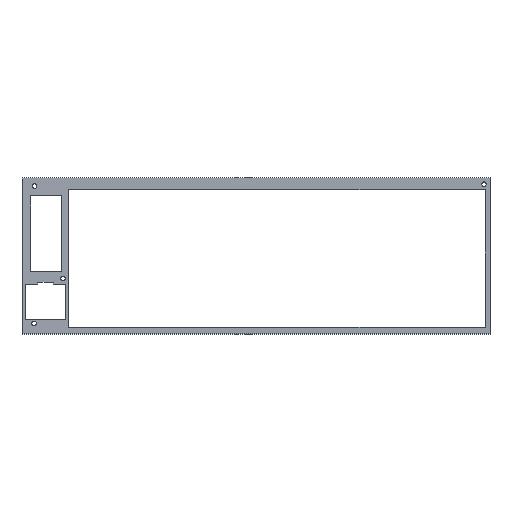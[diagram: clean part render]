
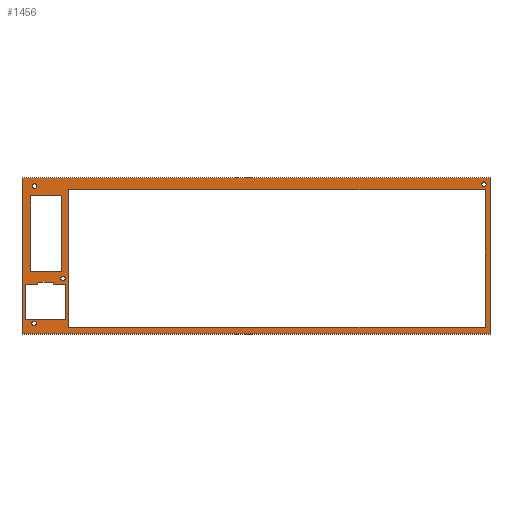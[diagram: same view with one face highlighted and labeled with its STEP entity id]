
A CAD part, top view. The second image highlights one B-rep face of the part: STEP entity #1456.
In plain terms, the highlighted planar face has unit normal (0, 0, 1).
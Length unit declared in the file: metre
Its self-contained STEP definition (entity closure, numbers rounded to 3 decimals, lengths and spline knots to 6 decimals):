
#20=CIRCLE('',#1542,0.001524);
#21=CIRCLE('',#1544,0.001524);
#22=CIRCLE('',#1546,0.001524);
#23=CIRCLE('',#1548,0.001524);
#181=ORIENTED_EDGE('',*,*,#529,.F.);
#182=ORIENTED_EDGE('',*,*,#532,.T.);
#183=ORIENTED_EDGE('',*,*,#534,.T.);
#184=ORIENTED_EDGE('',*,*,#541,.F.);
#185=ORIENTED_EDGE('',*,*,#522,.F.);
#186=ORIENTED_EDGE('',*,*,#525,.F.);
#187=ORIENTED_EDGE('',*,*,#527,.F.);
#188=ORIENTED_EDGE('',*,*,#540,.T.);
#189=ORIENTED_EDGE('',*,*,#515,.F.);
#190=ORIENTED_EDGE('',*,*,#518,.F.);
#191=ORIENTED_EDGE('',*,*,#520,.T.);
#192=ORIENTED_EDGE('',*,*,#539,.T.);
#193=ORIENTED_EDGE('',*,*,#538,.F.);
#194=ORIENTED_EDGE('',*,*,#537,.F.);
#195=ORIENTED_EDGE('',*,*,#536,.F.);
#196=ORIENTED_EDGE('',*,*,#535,.F.);
#197=ORIENTED_EDGE('',*,*,#500,.F.);
#198=ORIENTED_EDGE('',*,*,#503,.T.);
#199=ORIENTED_EDGE('',*,*,#505,.F.);
#200=ORIENTED_EDGE('',*,*,#507,.F.);
#201=ORIENTED_EDGE('',*,*,#509,.T.);
#202=ORIENTED_EDGE('',*,*,#511,.F.);
#203=ORIENTED_EDGE('',*,*,#513,.T.);
#204=ORIENTED_EDGE('',*,*,#542,.T.);
#500=EDGE_CURVE('',#702,#703,#837,.T.);
#503=EDGE_CURVE('',#702,#704,#840,.T.);
#505=EDGE_CURVE('',#705,#704,#842,.T.);
#507=EDGE_CURVE('',#706,#705,#844,.T.);
#509=EDGE_CURVE('',#706,#707,#846,.T.);
#511=EDGE_CURVE('',#708,#707,#848,.T.);
#513=EDGE_CURVE('',#708,#709,#850,.T.);
#515=EDGE_CURVE('',#710,#711,#852,.T.);
#518=EDGE_CURVE('',#712,#710,#855,.T.);
#520=EDGE_CURVE('',#712,#713,#857,.T.);
#522=EDGE_CURVE('',#714,#715,#859,.T.);
#525=EDGE_CURVE('',#716,#714,#862,.T.);
#527=EDGE_CURVE('',#717,#716,#864,.T.);
#529=EDGE_CURVE('',#718,#719,#866,.T.);
#532=EDGE_CURVE('',#718,#720,#869,.T.);
#534=EDGE_CURVE('',#720,#721,#871,.T.);
#535=EDGE_CURVE('',#722,#722,#20,.T.);
#536=EDGE_CURVE('',#723,#723,#21,.T.);
#537=EDGE_CURVE('',#724,#724,#22,.T.);
#538=EDGE_CURVE('',#725,#725,#23,.T.);
#539=EDGE_CURVE('',#713,#711,#872,.T.);
#540=EDGE_CURVE('',#717,#715,#873,.T.);
#541=EDGE_CURVE('',#719,#721,#874,.T.);
#542=EDGE_CURVE('',#709,#703,#875,.T.);
#702=VERTEX_POINT('',#2111);
#703=VERTEX_POINT('',#2113);
#704=VERTEX_POINT('',#2117);
#705=VERTEX_POINT('',#2121);
#706=VERTEX_POINT('',#2125);
#707=VERTEX_POINT('',#2129);
#708=VERTEX_POINT('',#2133);
#709=VERTEX_POINT('',#2137);
#710=VERTEX_POINT('',#2141);
#711=VERTEX_POINT('',#2143);
#712=VERTEX_POINT('',#2147);
#713=VERTEX_POINT('',#2151);
#714=VERTEX_POINT('',#2155);
#715=VERTEX_POINT('',#2157);
#716=VERTEX_POINT('',#2161);
#717=VERTEX_POINT('',#2165);
#718=VERTEX_POINT('',#2169);
#719=VERTEX_POINT('',#2171);
#720=VERTEX_POINT('',#2175);
#721=VERTEX_POINT('',#2179);
#722=VERTEX_POINT('',#2183);
#723=VERTEX_POINT('',#2186);
#724=VERTEX_POINT('',#2189);
#725=VERTEX_POINT('',#2192);
#837=LINE('',#2112,#1032);
#840=LINE('',#2118,#1035);
#842=LINE('',#2122,#1037);
#844=LINE('',#2126,#1039);
#846=LINE('',#2130,#1041);
#848=LINE('',#2134,#1043);
#850=LINE('',#2138,#1045);
#852=LINE('',#2142,#1047);
#855=LINE('',#2148,#1050);
#857=LINE('',#2152,#1052);
#859=LINE('',#2156,#1054);
#862=LINE('',#2162,#1057);
#864=LINE('',#2166,#1059);
#866=LINE('',#2170,#1061);
#869=LINE('',#2176,#1064);
#871=LINE('',#2180,#1066);
#872=LINE('',#2194,#1067);
#873=LINE('',#2196,#1068);
#874=LINE('',#2198,#1069);
#875=LINE('',#2200,#1070);
#1032=VECTOR('',#1684,1.);
#1035=VECTOR('',#1689,1.);
#1037=VECTOR('',#1693,1.);
#1039=VECTOR('',#1697,1.);
#1041=VECTOR('',#1701,1.);
#1043=VECTOR('',#1705,1.);
#1045=VECTOR('',#1709,1.);
#1047=VECTOR('',#1713,1.);
#1050=VECTOR('',#1718,1.);
#1052=VECTOR('',#1722,1.);
#1054=VECTOR('',#1726,1.);
#1057=VECTOR('',#1731,1.);
#1059=VECTOR('',#1735,1.);
#1061=VECTOR('',#1739,1.);
#1064=VECTOR('',#1744,1.);
#1066=VECTOR('',#1748,1.);
#1067=VECTOR('',#1767,1.);
#1068=VECTOR('',#1770,1.);
#1069=VECTOR('',#1773,1.);
#1070=VECTOR('',#1776,1.);
#1202=EDGE_LOOP('',(#181,#182,#183,#184));
#1203=EDGE_LOOP('',(#185,#186,#187,#188));
#1204=EDGE_LOOP('',(#189,#190,#191,#192));
#1205=EDGE_LOOP('',(#193));
#1206=EDGE_LOOP('',(#194));
#1207=EDGE_LOOP('',(#195));
#1208=EDGE_LOOP('',(#196));
#1209=EDGE_LOOP('',(#197,#198,#199,#200,#201,#202,#203,#204));
#1301=FACE_BOUND('',#1202,.T.);
#1302=FACE_BOUND('',#1203,.T.);
#1303=FACE_BOUND('',#1204,.T.);
#1304=FACE_BOUND('',#1205,.T.);
#1305=FACE_BOUND('',#1206,.T.);
#1306=FACE_BOUND('',#1207,.T.);
#1307=FACE_BOUND('',#1208,.T.);
#1308=FACE_BOUND('',#1209,.T.);
#1380=PLANE('',#1553);
#1456=ADVANCED_FACE('',(#1301,#1302,#1303,#1304,#1305,#1306,#1307,#1308),
#1380,.T.);
#1542=AXIS2_PLACEMENT_3D('',#2182,#1751,#1752);
#1544=AXIS2_PLACEMENT_3D('',#2185,#1755,#1756);
#1546=AXIS2_PLACEMENT_3D('',#2188,#1759,#1760);
#1548=AXIS2_PLACEMENT_3D('',#2191,#1763,#1764);
#1553=AXIS2_PLACEMENT_3D('',#2201,#1777,#1778);
#1684=DIRECTION('',(0.,1.,0.));
#1689=DIRECTION('',(1.,0.,0.));
#1693=DIRECTION('',(0.,1.,0.));
#1697=DIRECTION('',(1.,0.,0.));
#1701=DIRECTION('',(0.,1.,0.));
#1705=DIRECTION('',(-1.,0.,0.));
#1709=DIRECTION('',(0.,1.,0.));
#1713=DIRECTION('',(1.,0.,0.));
#1718=DIRECTION('',(0.,1.,0.));
#1722=DIRECTION('',(1.,0.,0.));
#1726=DIRECTION('',(-1.,0.,0.));
#1731=DIRECTION('',(0.,1.,0.));
#1735=DIRECTION('',(1.,0.,0.));
#1739=DIRECTION('',(0.,-1.,0.));
#1744=DIRECTION('',(1.,0.,0.));
#1748=DIRECTION('',(0.,-1.,0.));
#1751=DIRECTION('',(0.,0.,1.));
#1752=DIRECTION('',(0.,-1.,0.));
#1755=DIRECTION('',(0.,0.,1.));
#1756=DIRECTION('',(0.,-1.,0.));
#1759=DIRECTION('',(0.,0.,1.));
#1760=DIRECTION('',(0.,-1.,0.));
#1763=DIRECTION('',(0.,0.,1.));
#1764=DIRECTION('',(0.,-1.,0.));
#1767=DIRECTION('',(0.,1.,0.));
#1770=DIRECTION('',(0.,1.,0.));
#1773=DIRECTION('',(1.,0.,0.));
#1776=DIRECTION('',(1.,0.,0.));
#1777=DIRECTION('',(0.,0.,1.));
#1778=DIRECTION('',(1.,0.,0.));
#2111=CARTESIAN_POINT('',(0.01955,-0.0934,0.01016));
#2112=CARTESIAN_POINT('',(0.01955,-0.092766,0.01016));
#2113=CARTESIAN_POINT('',(0.01955,-0.092132,0.01016));
#2117=CARTESIAN_POINT('',(0.02804,-0.0934,0.01016));
#2118=CARTESIAN_POINT('',(0.023795,-0.0934,0.01016));
#2121=CARTESIAN_POINT('',(0.02804,-0.1171,0.01016));
#2122=CARTESIAN_POINT('',(0.02804,-0.10525,0.01016));
#2125=CARTESIAN_POINT('',(0.00082,-0.1171,0.01016));
#2126=CARTESIAN_POINT('',(0.019329,-0.1171,0.01016));
#2129=CARTESIAN_POINT('',(0.00082,-0.0934,0.01016));
#2130=CARTESIAN_POINT('',(0.00082,-0.10525,0.01016));
#2133=CARTESIAN_POINT('',(0.009171,-0.0934,0.01016));
#2134=CARTESIAN_POINT('',(0.004996,-0.0934,0.01016));
#2137=CARTESIAN_POINT('',(0.009171,-0.092132,0.01016));
#2138=CARTESIAN_POINT('',(0.009171,-0.092766,0.01016));
#2141=CARTESIAN_POINT('',(-0.001523,-0.021923,0.01016));
#2142=CARTESIAN_POINT('',(0.155739,-0.021923,0.01016));
#2143=CARTESIAN_POINT('',(0.313928,-0.021923,0.01016));
#2147=CARTESIAN_POINT('',(-0.001523,-0.127068,0.01016));
#2148=CARTESIAN_POINT('',(-0.001523,-0.074495,0.01016));
#2151=CARTESIAN_POINT('',(0.313928,-0.127068,0.01016));
#2152=CARTESIAN_POINT('',(-0.001023,-0.127068,0.01016));
#2155=CARTESIAN_POINT('',(0.310719,-0.029799,0.01016));
#2156=CARTESIAN_POINT('',(0.032573,-0.029799,0.01016));
#2157=CARTESIAN_POINT('',(0.029783,-0.029799,0.01016));
#2161=CARTESIAN_POINT('',(0.310719,-0.122613,0.01016));
#2162=CARTESIAN_POINT('',(0.310719,-0.074953,0.01016));
#2165=CARTESIAN_POINT('',(0.029783,-0.122613,0.01016));
#2166=CARTESIAN_POINT('',(0.30793,-0.122613,0.01016));
#2169=CARTESIAN_POINT('',(0.0043,-0.034,0.01016));
#2170=CARTESIAN_POINT('',(0.0043,-0.0595,0.01016));
#2171=CARTESIAN_POINT('',(0.0043,-0.085,0.01016));
#2175=CARTESIAN_POINT('',(0.0253,-0.034,0.01016));
#2176=CARTESIAN_POINT('',(0.0148,-0.034,0.01016));
#2179=CARTESIAN_POINT('',(0.0253,-0.085,0.01016));
#2180=CARTESIAN_POINT('',(0.0253,-0.0595,0.01016));
#2182=CARTESIAN_POINT('',(0.3099,-0.0261,0.01016));
#2183=CARTESIAN_POINT('',(0.3099,-0.027624,0.01016));
#2185=CARTESIAN_POINT('',(0.0066,-0.1199,0.01016));
#2186=CARTESIAN_POINT('',(0.0066,-0.121424,0.01016));
#2188=CARTESIAN_POINT('',(0.02608,-0.08969,0.01016));
#2189=CARTESIAN_POINT('',(0.02608,-0.091214,0.01016));
#2191=CARTESIAN_POINT('',(0.007,-0.0274,0.01016));
#2192=CARTESIAN_POINT('',(0.007,-0.028924,0.01016));
#2194=CARTESIAN_POINT('',(0.313928,-0.074495,0.01016));
#2196=CARTESIAN_POINT('',(0.029783,-0.07746,0.01016));
#2198=CARTESIAN_POINT('',(0.0148,-0.085,0.01016));
#2200=CARTESIAN_POINT('',(0.014361,-0.092132,0.01016));
#2201=CARTESIAN_POINT('',(0.156202,-0.074473,0.01016));
